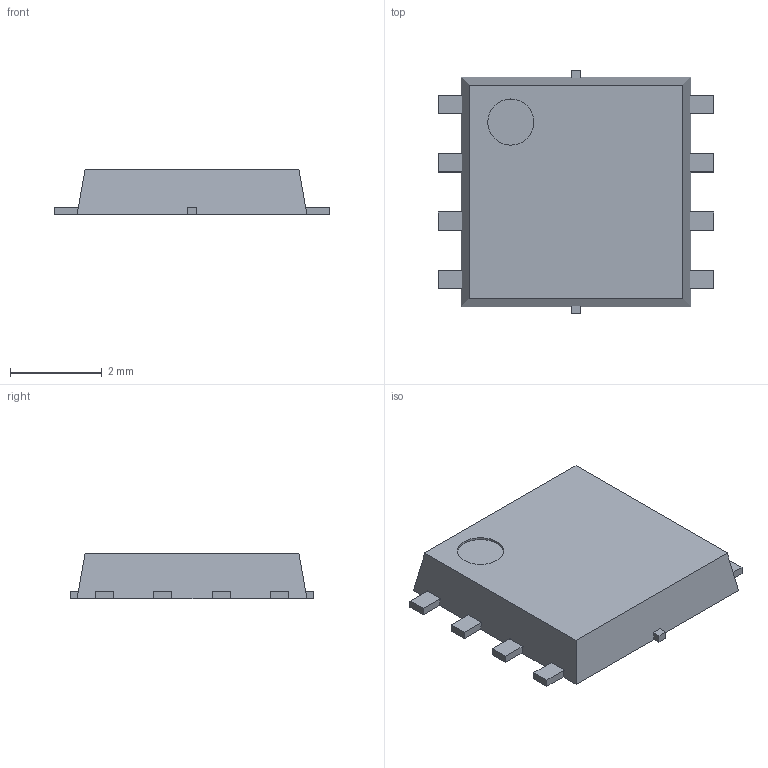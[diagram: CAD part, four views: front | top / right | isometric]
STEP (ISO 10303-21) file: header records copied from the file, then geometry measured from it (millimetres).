
FILE_DESCRIPTION(/* description */ (''),/* implementation_level */ '2;1');
FILE_NAME(/* name */ 'SOP-8-Advance_5.0x6.0mm_P1.27mm.step',/* time_stamp */ '2023-10-16T18:25:26+01:00',/* author */ (''),/* organization */ (''),/* preprocessor_version */ 'ST-DEVELOPER v20',/* originating_system */ 'Autodesk Translation Framework v12.14.0.127',/* authorisation */ '');
FILE_SCHEMA (('AUTOMOTIVE_DESIGN { 1 0 10303 214 3 1 1 }'));
Length unit declared in the file: millimetre
Products named in the file (1): (Unsaved)
Bounding box: 6 x 5.3 x 1 mm (x, y, z)
Volume: 23.5 mm3; surface area: 108.7 mm2
Topology: 6 solids, 6 shells, 114 faces, 303 edges, 202 vertices
Faces by surface type: plane 113, cylinder 1
Full cylindrical faces by diameter (mm): 1.004 x1
Entity records: 3511 total; most frequent: CARTESIAN_POINT 620, ORIENTED_EDGE 606, DIRECTION 535, EDGE_CURVE 303, LINE 301, VECTOR 301, VERTEX_POINT 202, AXIS2_PLACEMENT_3D 117
